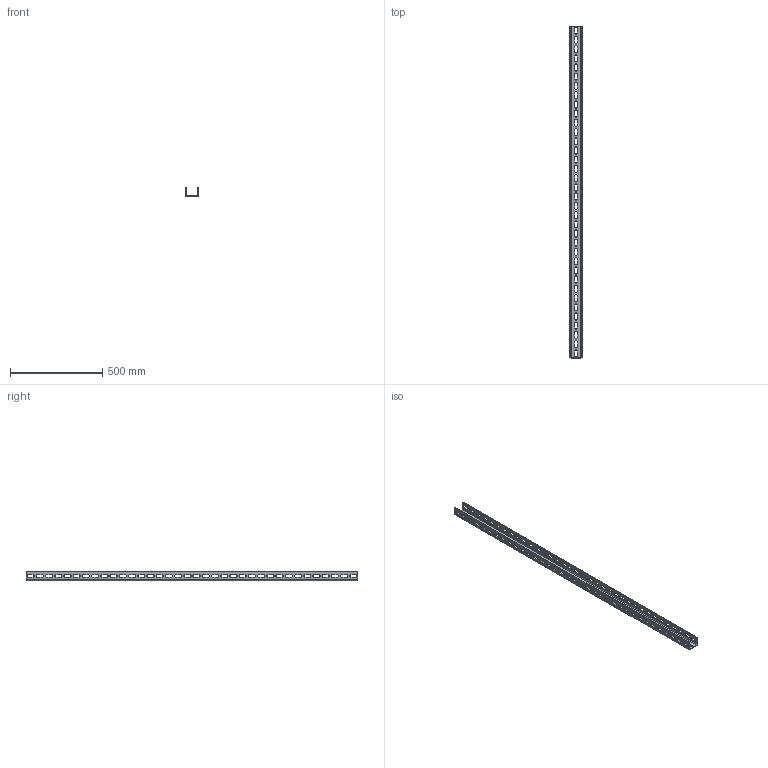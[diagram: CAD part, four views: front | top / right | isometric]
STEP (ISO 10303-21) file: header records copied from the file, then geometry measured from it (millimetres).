
FILE_DESCRIPTION((''),'2;1');
FILE_NAME('6340288_REFERENZ','2012-07-23T',('AndreasKeweloh'),(''),'PRO/ENGINEER BY PARAMETRIC TECHNOLOGY CORPORATION, 2012130','PRO/ENGINEER BY PARAMETRIC TECHNOLOGY CORPORATION, 2012130','');
FILE_SCHEMA(('CONFIG_CONTROL_DESIGN'));
Length unit declared in the file: millimetre
Products named in the file (1): 6340288_REFERENZ
Bounding box: 70 x 1800 x 50 mm (x, y, z)
Volume: 905567.6 mm3; surface area: 509902.9 mm2
Topology: 1 solids, 1 shells, 446 faces, 1332 edges, 888 vertices
Faces by surface type: plane 226, cylinder 220
Entity records: 15586 total; most frequent: CARTESIAN_POINT 2666, DIRECTION 2664, ORIENTED_EDGE 2664, EDGE_CURVE 1332, VECTOR 892, LINE 892, VERTEX_POINT 888, AXIS2_PLACEMENT_3D 886
